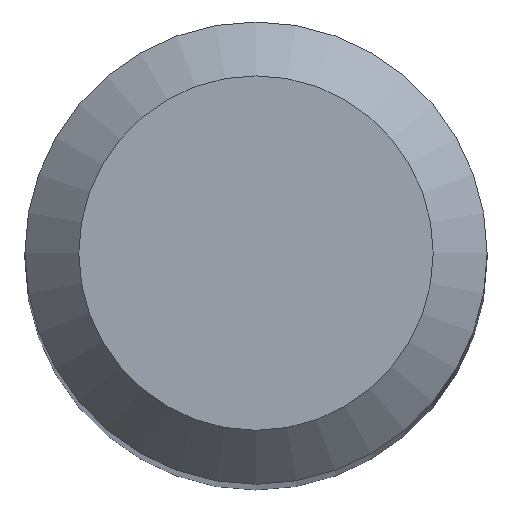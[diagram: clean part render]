
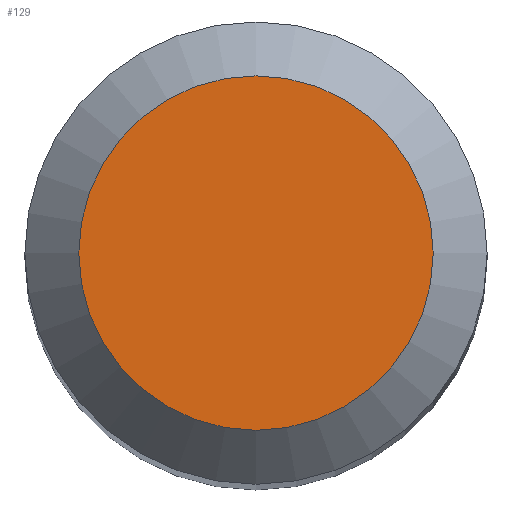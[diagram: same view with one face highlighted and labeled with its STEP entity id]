
A CAD part, top view. The second image highlights one B-rep face of the part: STEP entity #129.
In plain terms, the highlighted planar face has unit normal (0, 0, 1).
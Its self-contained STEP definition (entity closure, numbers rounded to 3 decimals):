
#6 = AXIS2_PLACEMENT_3D ( 'NONE', #58, #176, #36 ) ;
#7 = VERTEX_POINT ( 'NONE', #183 ) ;
#15 = DIRECTION ( 'NONE',  ( 0., 0., -1. ) ) ;
#36 = DIRECTION ( 'NONE',  ( 0., 1., 0. ) ) ;
#44 = CIRCLE ( 'NONE', #6, 2.3 ) ;
#58 = CARTESIAN_POINT ( 'NONE',  ( 0., 0., 79. ) ) ;
#73 = CARTESIAN_POINT ( 'NONE',  ( 0., 0., 79. ) ) ;
#78 = EDGE_CURVE ( 'NONE', #7, #7, #44, .T. ) ;
#108 = DIRECTION ( 'NONE',  ( 0., 1., 0. ) ) ;
#124 = ORIENTED_EDGE ( 'NONE', *, *, #78, .F. ) ;
#129 = ADVANCED_FACE ( 'NONE', ( #239 ), #199, .F. ) ;
#169 = EDGE_LOOP ( 'NONE', ( #124 ) ) ;
#176 = DIRECTION ( 'NONE',  ( 0., 0., -1. ) ) ;
#183 = CARTESIAN_POINT ( 'NONE',  ( 0., 2.3, 79. ) ) ;
#199 = PLANE ( 'NONE',  #217 ) ;
#217 = AXIS2_PLACEMENT_3D ( 'NONE', #73, #15, #108 ) ;
#239 = FACE_OUTER_BOUND ( 'NONE', #169, .T. ) ;
